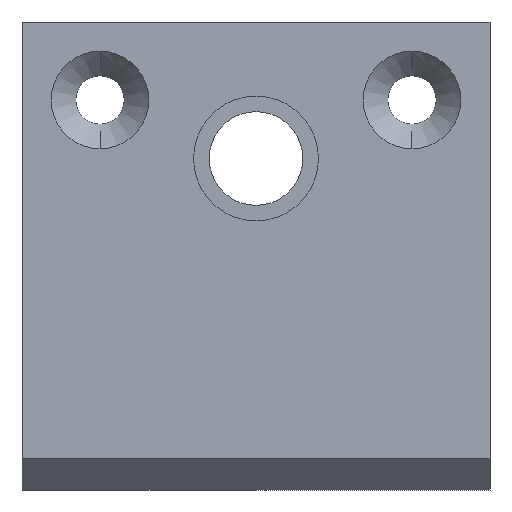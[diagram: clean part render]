
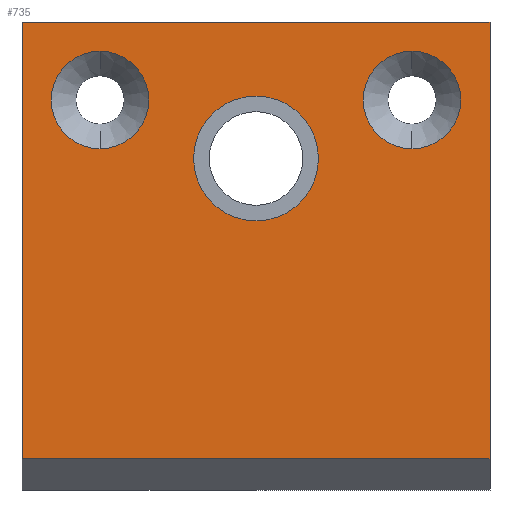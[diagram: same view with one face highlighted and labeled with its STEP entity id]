
A CAD part, front view. The second image highlights one B-rep face of the part: STEP entity #735.
In plain terms, the highlighted planar face has unit normal (0, -1, 0).
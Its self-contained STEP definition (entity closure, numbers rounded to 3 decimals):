
#31 = AXIS2_PLACEMENT_3D ( 'NONE', #1013, #863, #254 ) ;
#35 = AXIS2_PLACEMENT_3D ( 'NONE', #818, #555, #60 ) ;
#37 = EDGE_CURVE ( 'NONE', #409, #218, #89, .T. ) ;
#51 = FACE_BOUND ( 'NONE', #435, .T. ) ;
#60 = DIRECTION ( 'NONE',  ( 0., 0., 1. ) ) ;
#75 = EDGE_LOOP ( 'NONE', ( #458, #508 ) ) ;
#89 = LINE ( 'NONE', #835, #270 ) ;
#96 = VERTEX_POINT ( 'NONE', #663 ) ;
#105 = ORIENTED_EDGE ( 'NONE', *, *, #587, .F. ) ;
#129 = CARTESIAN_POINT ( 'NONE',  ( -20., 0., 20. ) ) ;
#136 = DIRECTION ( 'NONE',  ( 0., 0., -1. ) ) ;
#172 = CARTESIAN_POINT ( 'NONE',  ( 20., 0., 13.75 ) ) ;
#215 = CARTESIAN_POINT ( 'NONE',  ( 30., 0., -26. ) ) ;
#216 = DIRECTION ( 'NONE',  ( 0., 0., -1. ) ) ;
#218 = VERTEX_POINT ( 'NONE', #215 ) ;
#226 = CIRCLE ( 'NONE', #846, 6.25 ) ;
#254 = DIRECTION ( 'NONE',  ( 0., 0., 1. ) ) ;
#261 = EDGE_LOOP ( 'NONE', ( #782, #945 ) ) ;
#263 = CARTESIAN_POINT ( 'NONE',  ( -30., 0., 0. ) ) ;
#270 = VECTOR ( 'NONE', #936, 1000. ) ;
#285 = EDGE_CURVE ( 'NONE', #218, #433, #362, .T. ) ;
#289 = VECTOR ( 'NONE', #388, 1000. ) ;
#322 = DIRECTION ( 'NONE',  ( 0., -1., 0. ) ) ;
#361 = FACE_BOUND ( 'NONE', #75, .T. ) ;
#362 = LINE ( 'NONE', #706, #574 ) ;
#375 = CARTESIAN_POINT ( 'NONE',  ( 0., 0., 0. ) ) ;
#377 = CIRCLE ( 'NONE', #758, 6.25 ) ;
#380 = DIRECTION ( 'NONE',  ( 0., 0., 1. ) ) ;
#384 = EDGE_CURVE ( 'NONE', #748, #433, #662, .T. ) ;
#388 = DIRECTION ( 'NONE',  ( 1., 0., 0. ) ) ;
#389 = CARTESIAN_POINT ( 'NONE',  ( -20., 0., 13.75 ) ) ;
#393 = CARTESIAN_POINT ( 'NONE',  ( 0., 0., 20.5 ) ) ;
#409 = VERTEX_POINT ( 'NONE', #520 ) ;
#433 = VERTEX_POINT ( 'NONE', #929 ) ;
#435 = EDGE_LOOP ( 'NONE', ( #747, #105 ) ) ;
#449 = EDGE_CURVE ( 'NONE', #409, #748, #766, .T. ) ;
#455 = FACE_OUTER_BOUND ( 'NONE', #1008, .T. ) ;
#458 = ORIENTED_EDGE ( 'NONE', *, *, #1022, .T. ) ;
#501 = VERTEX_POINT ( 'NONE', #1074 ) ;
#508 = ORIENTED_EDGE ( 'NONE', *, *, #892, .T. ) ;
#515 = DIRECTION ( 'NONE',  ( 0., 0., 1. ) ) ;
#520 = CARTESIAN_POINT ( 'NONE',  ( -30., 0., -26. ) ) ;
#532 = DIRECTION ( 'NONE',  ( 0., -1., 0. ) ) ;
#545 = CARTESIAN_POINT ( 'NONE',  ( 20., 0., 20. ) ) ;
#555 = DIRECTION ( 'NONE',  ( 0., 1., 0. ) ) ;
#574 = VECTOR ( 'NONE', #709, 1000. ) ;
#587 = EDGE_CURVE ( 'NONE', #96, #975, #753, .T. ) ;
#605 = ORIENTED_EDGE ( 'NONE', *, *, #449, .F. ) ;
#606 = EDGE_CURVE ( 'NONE', #501, #611, #1061, .T. ) ;
#611 = VERTEX_POINT ( 'NONE', #389 ) ;
#624 = CARTESIAN_POINT ( 'NONE',  ( -20., 0., 20. ) ) ;
#627 = VECTOR ( 'NONE', #515, 1000. ) ;
#629 = PLANE ( 'NONE',  #1059 ) ;
#634 = DIRECTION ( 'NONE',  ( 0., 1., 0. ) ) ;
#638 = CARTESIAN_POINT ( 'NONE',  ( 20., 0., 20. ) ) ;
#640 = AXIS2_PLACEMENT_3D ( 'NONE', #545, #739, #136 ) ;
#661 = CARTESIAN_POINT ( 'NONE',  ( 0., 0., 4.5 ) ) ;
#662 = LINE ( 'NONE', #737, #289 ) ;
#663 = CARTESIAN_POINT ( 'NONE',  ( 20., 0., 26.25 ) ) ;
#690 = ORIENTED_EDGE ( 'NONE', *, *, #384, .F. ) ;
#706 = CARTESIAN_POINT ( 'NONE',  ( 30., 0., 0. ) ) ;
#709 = DIRECTION ( 'NONE',  ( 0., 0., 1. ) ) ;
#735 = ADVANCED_FACE ( 'NONE', ( #880, #51, #361, #455 ), #629, .F. ) ;
#736 = DIRECTION ( 'NONE',  ( 0., 0., -1. ) ) ;
#737 = CARTESIAN_POINT ( 'NONE',  ( 0., 0., 30. ) ) ;
#739 = DIRECTION ( 'NONE',  ( 0., -1., 0. ) ) ;
#747 = ORIENTED_EDGE ( 'NONE', *, *, #859, .F. ) ;
#748 = VERTEX_POINT ( 'NONE', #972 ) ;
#753 = CIRCLE ( 'NONE', #640, 6.25 ) ;
#758 = AXIS2_PLACEMENT_3D ( 'NONE', #638, #322, #736 ) ;
#766 = LINE ( 'NONE', #263, #627 ) ;
#770 = EDGE_CURVE ( 'NONE', #611, #501, #226, .T. ) ;
#782 = ORIENTED_EDGE ( 'NONE', *, *, #770, .F. ) ;
#814 = DIRECTION ( 'NONE',  ( 0., -1., 0. ) ) ;
#818 = CARTESIAN_POINT ( 'NONE',  ( 0., 0., 12.5 ) ) ;
#835 = CARTESIAN_POINT ( 'NONE',  ( 30., 0., -26. ) ) ;
#846 = AXIS2_PLACEMENT_3D ( 'NONE', #624, #532, #872 ) ;
#847 = CIRCLE ( 'NONE', #31, 8. ) ;
#852 = ORIENTED_EDGE ( 'NONE', *, *, #37, .T. ) ;
#859 = EDGE_CURVE ( 'NONE', #975, #96, #377, .T. ) ;
#863 = DIRECTION ( 'NONE',  ( 0., 1., 0. ) ) ;
#864 = VERTEX_POINT ( 'NONE', #661 ) ;
#872 = DIRECTION ( 'NONE',  ( 0., 0., -1. ) ) ;
#880 = FACE_BOUND ( 'NONE', #261, .T. ) ;
#892 = EDGE_CURVE ( 'NONE', #906, #864, #934, .T. ) ;
#906 = VERTEX_POINT ( 'NONE', #393 ) ;
#929 = CARTESIAN_POINT ( 'NONE',  ( 30., 0., 30. ) ) ;
#934 = CIRCLE ( 'NONE', #35, 8. ) ;
#936 = DIRECTION ( 'NONE',  ( 1., 0., 0. ) ) ;
#945 = ORIENTED_EDGE ( 'NONE', *, *, #606, .F. ) ;
#972 = CARTESIAN_POINT ( 'NONE',  ( -30., 0., 30. ) ) ;
#975 = VERTEX_POINT ( 'NONE', #172 ) ;
#977 = ORIENTED_EDGE ( 'NONE', *, *, #285, .T. ) ;
#1008 = EDGE_LOOP ( 'NONE', ( #605, #852, #977, #690 ) ) ;
#1013 = CARTESIAN_POINT ( 'NONE',  ( 0., 0., 12.5 ) ) ;
#1016 = AXIS2_PLACEMENT_3D ( 'NONE', #129, #814, #216 ) ;
#1022 = EDGE_CURVE ( 'NONE', #864, #906, #847, .T. ) ;
#1059 = AXIS2_PLACEMENT_3D ( 'NONE', #375, #634, #380 ) ;
#1061 = CIRCLE ( 'NONE', #1016, 6.25 ) ;
#1074 = CARTESIAN_POINT ( 'NONE',  ( -20., 0., 26.25 ) ) ;
